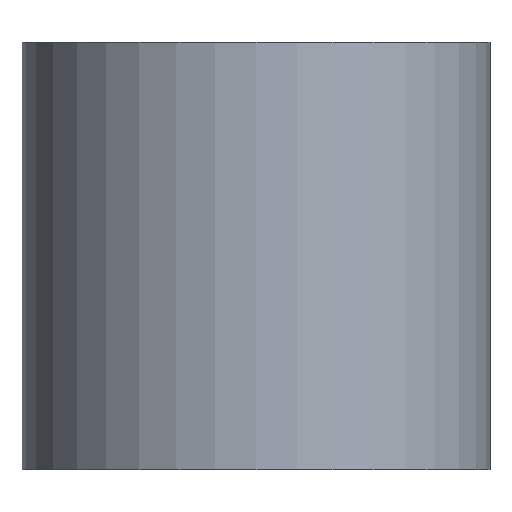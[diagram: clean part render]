
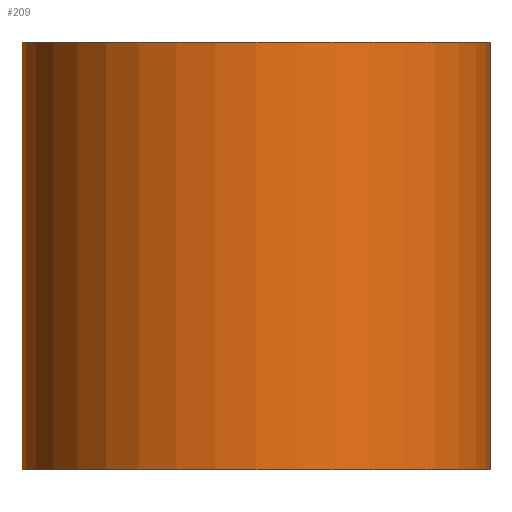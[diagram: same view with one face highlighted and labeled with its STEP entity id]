
A CAD part, front view. The second image highlights one B-rep face of the part: STEP entity #209.
In plain terms, the highlighted cylindrical face has radius 8 mm (diameter 16 mm), a partial arc.
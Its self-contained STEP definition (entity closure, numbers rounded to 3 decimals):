
#12 = EDGE_CURVE ( 'NONE', #74, #160, #70, .T. ) ;
#13 = EDGE_CURVE ( 'NONE', #204, #160, #52, .T. ) ;
#19 = DIRECTION ( 'NONE',  ( 0., 0., -1. ) ) ;
#21 = LINE ( 'NONE', #203, #25 ) ;
#25 = VECTOR ( 'NONE', #211, 1000. ) ;
#47 = AXIS2_PLACEMENT_3D ( 'NONE', #94, #268, #281 ) ;
#49 = EDGE_LOOP ( 'NONE', ( #126, #254, #247, #265 ) ) ;
#52 = LINE ( 'NONE', #151, #190 ) ;
#53 = DIRECTION ( 'NONE',  ( 1., 0., 0. ) ) ;
#65 = CARTESIAN_POINT ( 'NONE',  ( 0., 0., 0. ) ) ;
#70 = CIRCLE ( 'NONE', #146, 8. ) ;
#74 = VERTEX_POINT ( 'NONE', #322 ) ;
#94 = CARTESIAN_POINT ( 'NONE',  ( 0., 0., 14.6 ) ) ;
#126 = ORIENTED_EDGE ( 'NONE', *, *, #13, .F. ) ;
#146 = AXIS2_PLACEMENT_3D ( 'NONE', #65, #212, #53 ) ;
#149 = CYLINDRICAL_SURFACE ( 'NONE', #219, 8. ) ;
#151 = CARTESIAN_POINT ( 'NONE',  ( 8., 0., 14.6 ) ) ;
#160 = VERTEX_POINT ( 'NONE', #176 ) ;
#161 = VERTEX_POINT ( 'NONE', #250 ) ;
#176 = CARTESIAN_POINT ( 'NONE',  ( 8., 0., 0. ) ) ;
#183 = EDGE_CURVE ( 'NONE', #161, #204, #261, .T. ) ;
#188 = CARTESIAN_POINT ( 'NONE',  ( 0., 0., 14.6 ) ) ;
#190 = VECTOR ( 'NONE', #19, 1000. ) ;
#203 = CARTESIAN_POINT ( 'NONE',  ( -8., 0., 14.6 ) ) ;
#204 = VERTEX_POINT ( 'NONE', #301 ) ;
#207 = DIRECTION ( 'NONE',  ( -1., 0., 0. ) ) ;
#209 = ADVANCED_FACE ( 'NONE', ( #290 ), #149, .T. ) ;
#210 = DIRECTION ( 'NONE',  ( 0., 0., -1. ) ) ;
#211 = DIRECTION ( 'NONE',  ( 0., 0., -1. ) ) ;
#212 = DIRECTION ( 'NONE',  ( 0., 0., 1. ) ) ;
#219 = AXIS2_PLACEMENT_3D ( 'NONE', #188, #210, #207 ) ;
#247 = ORIENTED_EDGE ( 'NONE', *, *, #323, .T. ) ;
#250 = CARTESIAN_POINT ( 'NONE',  ( -8., 0., 14.6 ) ) ;
#254 = ORIENTED_EDGE ( 'NONE', *, *, #183, .F. ) ;
#261 = CIRCLE ( 'NONE', #47, 8. ) ;
#265 = ORIENTED_EDGE ( 'NONE', *, *, #12, .T. ) ;
#268 = DIRECTION ( 'NONE',  ( 0., 0., 1. ) ) ;
#281 = DIRECTION ( 'NONE',  ( 1., 0., 0. ) ) ;
#290 = FACE_OUTER_BOUND ( 'NONE', #49, .T. ) ;
#301 = CARTESIAN_POINT ( 'NONE',  ( 8., 0., 14.6 ) ) ;
#322 = CARTESIAN_POINT ( 'NONE',  ( -8., 0., 0. ) ) ;
#323 = EDGE_CURVE ( 'NONE', #161, #74, #21, .T. ) ;
